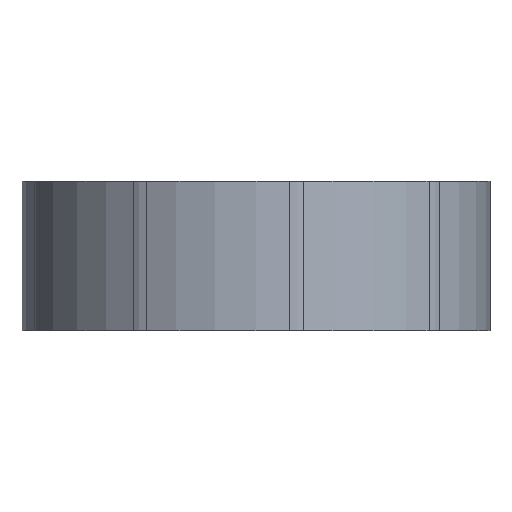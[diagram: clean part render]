
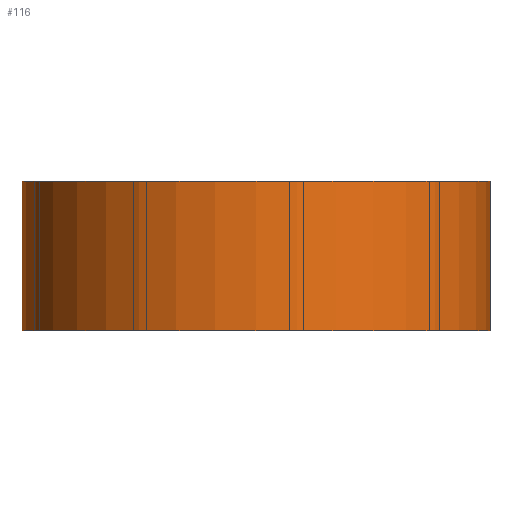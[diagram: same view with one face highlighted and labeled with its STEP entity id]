
A CAD part, front view. The second image highlights one B-rep face of the part: STEP entity #116.
In plain terms, the highlighted cylindrical face has radius 78.5 mm (diameter 157 mm), a partial arc.
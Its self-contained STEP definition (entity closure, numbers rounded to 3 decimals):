
#44=CYLINDRICAL_SURFACE('',#1815,78.5);
#116=ADVANCED_FACE('',(#194),#44,.T.);
#194=FACE_OUTER_BOUND('',#292,.F.);
#292=EDGE_LOOP('',(#597,#598,#599,#600));
#597=ORIENTED_EDGE('',*,*,#1121,.T.);
#598=ORIENTED_EDGE('',*,*,#1127,.F.);
#599=ORIENTED_EDGE('',*,*,#1125,.T.);
#600=ORIENTED_EDGE('',*,*,#1128,.T.);
#903=CIRCLE('',#1736,78.5);
#907=CIRCLE('',#1740,78.5);
#1121=EDGE_CURVE('',#1510,#1509,#903,.T.);
#1125=EDGE_CURVE('',#1508,#1507,#907,.T.);
#1127=EDGE_CURVE('',#1508,#1509,#1321,.T.);
#1128=EDGE_CURVE('',#1507,#1510,#1322,.T.);
#1321=LINE('',#2682,#1485);
#1322=LINE('',#2683,#1486);
#1485=VECTOR('',#2090,50.);
#1486=VECTOR('',#2091,50.);
#1507=VERTEX_POINT('',#2334);
#1508=VERTEX_POINT('',#2335);
#1509=VERTEX_POINT('',#2336);
#1510=VERTEX_POINT('',#2337);
#1736=AXIS2_PLACEMENT_3D('',#2676,#2078,#2079);
#1740=AXIS2_PLACEMENT_3D('',#2680,#2086,#2087);
#1815=AXIS2_PLACEMENT_3D('',#2777,#2258,#2259);
#2078=DIRECTION('',(0.,0.,1.));
#2079=DIRECTION('',(-1.,0.,0.));
#2086=DIRECTION('',(0.,0.,-1.));
#2087=DIRECTION('',(1.,0.,0.));
#2090=DIRECTION('',(0.,0.,1.));
#2091=DIRECTION('',(0.,0.,1.));
#2258=DIRECTION('',(0.,0.,1.));
#2259=DIRECTION('',(-1.,0.,0.));
#2334=CARTESIAN_POINT('',(-78.5,0.,0.));
#2335=CARTESIAN_POINT('',(78.5,0.,0.));
#2336=CARTESIAN_POINT('',(78.5,0.,50.));
#2337=CARTESIAN_POINT('',(-78.5,0.,50.));
#2676=CARTESIAN_POINT('',(0.,0.,50.));
#2680=CARTESIAN_POINT('',(0.,0.,0.));
#2682=CARTESIAN_POINT('',(78.5,0.,0.));
#2683=CARTESIAN_POINT('',(-78.5,0.,0.));
#2777=CARTESIAN_POINT('',(0.,0.,0.));
